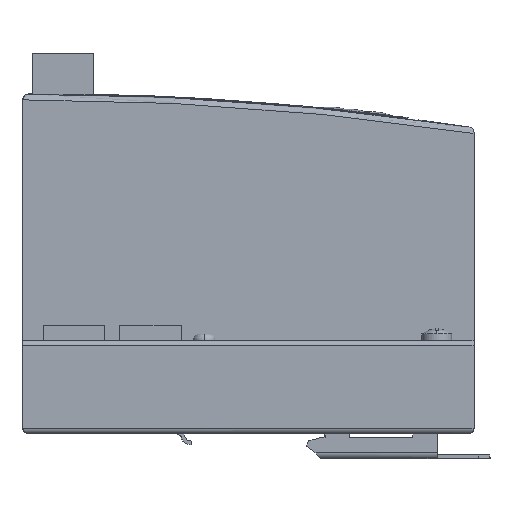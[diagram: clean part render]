
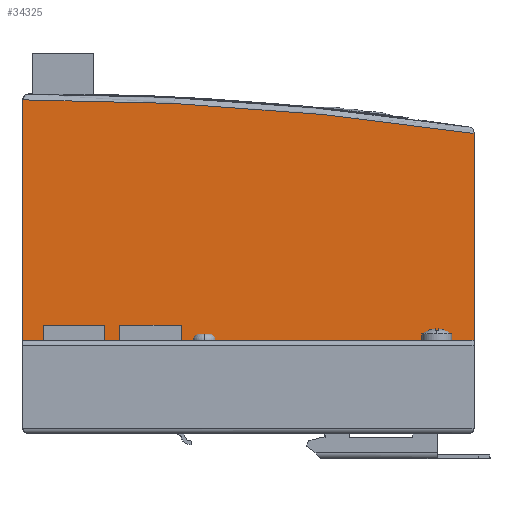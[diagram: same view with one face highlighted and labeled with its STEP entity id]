
A CAD part, left-side view. The second image highlights one B-rep face of the part: STEP entity #34325.
In plain terms, the highlighted planar face has unit normal (-1, 0, 0).
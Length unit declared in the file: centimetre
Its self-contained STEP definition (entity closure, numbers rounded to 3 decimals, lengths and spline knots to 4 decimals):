
#1904=PLANE('',#43354);
#3787=VECTOR('',#36213,1.);
#3803=VECTOR('',#36261,1.);
#3804=VECTOR('',#36263,1.);
#7397=LINE('',#45730,#3787);
#7413=LINE('',#45873,#3803);
#7414=LINE('',#45875,#3804);
#11323=VERTEX_POINT('',#45700);
#11324=VERTEX_POINT('',#45701);
#11331=VERTEX_POINT('',#45731);
#11332=VERTEX_POINT('',#45733);
#11341=VERTEX_POINT('',#45853);
#11342=VERTEX_POINT('',#45854);
#14597=CIRCLE('',#43328,0.15);
#14602=CIRCLE('',#43335,79.85);
#14607=CIRCLE('',#43346,0.15);
#15282=EDGE_CURVE('',#11323,#11324,#14597,.T.);
#15291=EDGE_CURVE('',#11331,#11332,#14602,.T.);
#15308=EDGE_CURVE('',#11341,#11342,#14607,.T.);
#15318=EDGE_CURVE('',#11324,#11331,#7397,.T.);
#15319=EDGE_CURVE('',#11342,#11323,#7413,.T.);
#15320=EDGE_CURVE('',#11332,#11341,#7414,.T.);
#20323=ORIENTED_EDGE('',*,*,#15291,.F.);
#20324=ORIENTED_EDGE('',*,*,#15318,.F.);
#20325=ORIENTED_EDGE('',*,*,#15282,.F.);
#20326=ORIENTED_EDGE('',*,*,#15319,.F.);
#20327=ORIENTED_EDGE('',*,*,#15308,.F.);
#20328=ORIENTED_EDGE('',*,*,#15320,.F.);
#30219=EDGE_LOOP('',(#20323,#20324,#20325,#20326,#20327,#20328));
#32272=FACE_BOUND('',#30219,.T.);
#34325=ADVANCED_FACE('',(#32272),#1904,.F.);
#36198=DIRECTION('',(1.,0.,0.));
#36199=DIRECTION('',(0.,0.106,-0.106));
#36213=DIRECTION('',(0.,0.,1.));
#36214=DIRECTION('',(1.,0.,0.));
#36215=DIRECTION('',(0.,-5.923,79.63));
#36243=DIRECTION('',(1.,0.,0.));
#36244=DIRECTION('',(0.,-0.106,-0.106));
#36261=DIRECTION('',(0.,1.,0.));
#36263=DIRECTION('',(0.,0.,-1.));
#36267=DIRECTION('',(1.,0.,0.));
#43328=AXIS2_PLACEMENT_3D('',#45699,#36198,#36199);
#43335=AXIS2_PLACEMENT_3D('',#45732,#36214,#36215);
#43346=AXIS2_PLACEMENT_3D('',#45852,#36243,#36244);
#43354=AXIS2_PLACEMENT_3D('',#45880,#36267,$);
#45699=CARTESIAN_POINT('',(-2.8,5.9,0.15));
#45700=CARTESIAN_POINT('',(-2.8,5.9,0.));
#45701=CARTESIAN_POINT('',(-2.8,6.05,0.15));
#45730=CARTESIAN_POINT('',(-2.8,6.05,0.));
#45731=CARTESIAN_POINT('',(-2.8,6.05,8.95));
#45732=CARTESIAN_POINT('',(-2.8,5.9169,-70.8999));
#45733=CARTESIAN_POINT('',(-2.8,-6.05,8.0483));
#45852=CARTESIAN_POINT('',(-2.8,-5.9,0.15));
#45853=CARTESIAN_POINT('',(-2.8,-6.05,0.15));
#45854=CARTESIAN_POINT('',(-2.8,-5.9,0.));
#45873=CARTESIAN_POINT('',(-2.8,-6.05,0.));
#45875=CARTESIAN_POINT('',(-2.8,-6.05,8.2));
#45880=CARTESIAN_POINT('',(-2.8,0.1281,4.3749));
